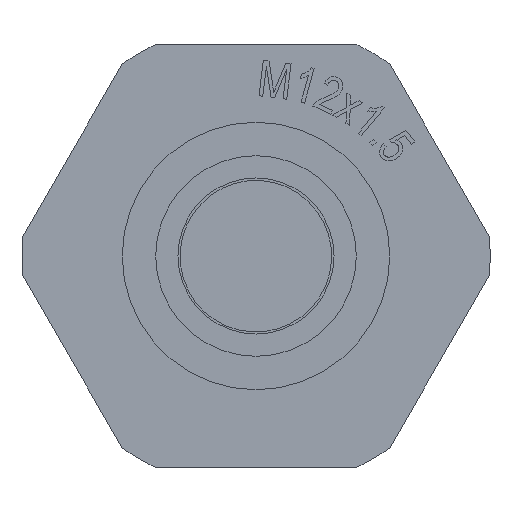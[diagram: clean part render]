
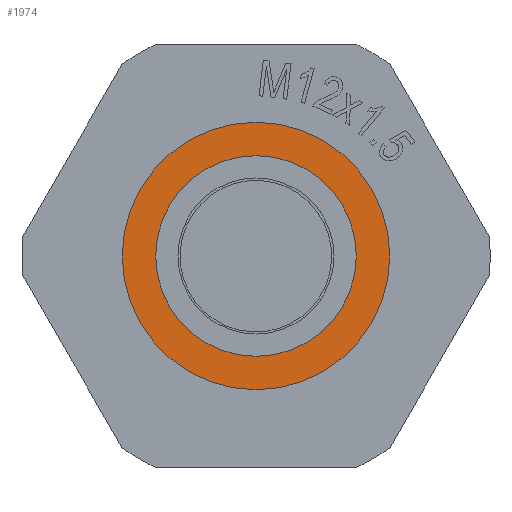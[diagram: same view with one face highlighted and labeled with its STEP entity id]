
A CAD part, front view. The second image highlights one B-rep face of the part: STEP entity #1974.
In plain terms, the highlighted planar face has unit normal (0, -1, 0).
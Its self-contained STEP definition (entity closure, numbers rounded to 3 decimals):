
#22 = CARTESIAN_POINT ( 'NONE',  ( 0., 0., 0. ) ) ;
#248 = VERTEX_POINT ( 'NONE', #11269 ) ;
#995 = DIRECTION ( 'NONE',  ( -1., 0., 0. ) ) ;
#1311 = CARTESIAN_POINT ( 'NONE',  ( -4.5, 0., 0. ) ) ;
#1427 = CIRCLE ( 'NONE', #9197, 6. ) ;
#1517 = VERTEX_POINT ( 'NONE', #11580 ) ;
#1577 = EDGE_CURVE ( 'NONE', #11847, #6881, #3571, .T. ) ;
#1974 = ADVANCED_FACE ( 'NONE', ( #3047, #5342 ), #9427, .T. ) ;
#2019 = CARTESIAN_POINT ( 'NONE',  ( 0., 0., 0. ) ) ;
#2187 = CARTESIAN_POINT ( 'NONE',  ( 0., 0., 0. ) ) ;
#2468 = CIRCLE ( 'NONE', #11160, 4.5 ) ;
#2623 = AXIS2_PLACEMENT_3D ( 'NONE', #2187, #12172, #7299 ) ;
#3006 = DIRECTION ( 'NONE',  ( -1., 0., 0. ) ) ;
#3047 = FACE_BOUND ( 'NONE', #6138, .T. ) ;
#3425 = ORIENTED_EDGE ( 'NONE', *, *, #10186, .T. ) ;
#3449 = CARTESIAN_POINT ( 'NONE',  ( 0., 0., 0. ) ) ;
#3571 = CIRCLE ( 'NONE', #7510, 4.5 ) ;
#4245 = ORIENTED_EDGE ( 'NONE', *, *, #6120, .F. ) ;
#4389 = DIRECTION ( 'NONE',  ( -1., 0., 0. ) ) ;
#5342 = FACE_OUTER_BOUND ( 'NONE', #7977, .T. ) ;
#5388 = CARTESIAN_POINT ( 'NONE',  ( 4.5, 0., 0. ) ) ;
#5516 = ORIENTED_EDGE ( 'NONE', *, *, #1577, .T. ) ;
#6120 = EDGE_CURVE ( 'NONE', #1517, #248, #1427, .T. ) ;
#6138 = EDGE_LOOP ( 'NONE', ( #3425, #5516 ) ) ;
#6571 = CARTESIAN_POINT ( 'NONE',  ( 0., 0., 0. ) ) ;
#6696 = DIRECTION ( 'NONE',  ( 0., 1., 0. ) ) ;
#6881 = VERTEX_POINT ( 'NONE', #1311 ) ;
#6912 = CIRCLE ( 'NONE', #10176, 6. ) ;
#7085 = ORIENTED_EDGE ( 'NONE', *, *, #9552, .F. ) ;
#7189 = DIRECTION ( 'NONE',  ( 0., 1., 0. ) ) ;
#7299 = DIRECTION ( 'NONE',  ( 1., 0., 0. ) ) ;
#7510 = AXIS2_PLACEMENT_3D ( 'NONE', #6571, #7189, #10975 ) ;
#7977 = EDGE_LOOP ( 'NONE', ( #4245, #7085 ) ) ;
#8638 = DIRECTION ( 'NONE',  ( 0., 1., 0. ) ) ;
#9197 = AXIS2_PLACEMENT_3D ( 'NONE', #3449, #10101, #4389 ) ;
#9427 = PLANE ( 'NONE',  #2623 ) ;
#9552 = EDGE_CURVE ( 'NONE', #248, #1517, #6912, .T. ) ;
#10101 = DIRECTION ( 'NONE',  ( 0., 1., 0. ) ) ;
#10176 = AXIS2_PLACEMENT_3D ( 'NONE', #2019, #8638, #3006 ) ;
#10186 = EDGE_CURVE ( 'NONE', #6881, #11847, #2468, .T. ) ;
#10975 = DIRECTION ( 'NONE',  ( -1., 0., 0. ) ) ;
#11160 = AXIS2_PLACEMENT_3D ( 'NONE', #22, #6696, #995 ) ;
#11269 = CARTESIAN_POINT ( 'NONE',  ( 6., 0., 0. ) ) ;
#11580 = CARTESIAN_POINT ( 'NONE',  ( -6., 0., 0. ) ) ;
#11847 = VERTEX_POINT ( 'NONE', #5388 ) ;
#12172 = DIRECTION ( 'NONE',  ( 0., -1., 0. ) ) ;
